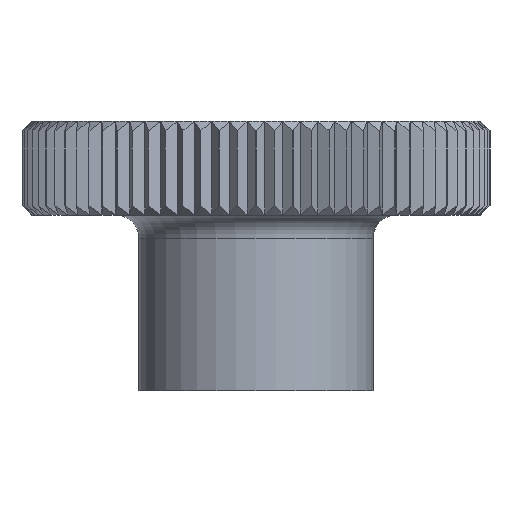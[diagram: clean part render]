
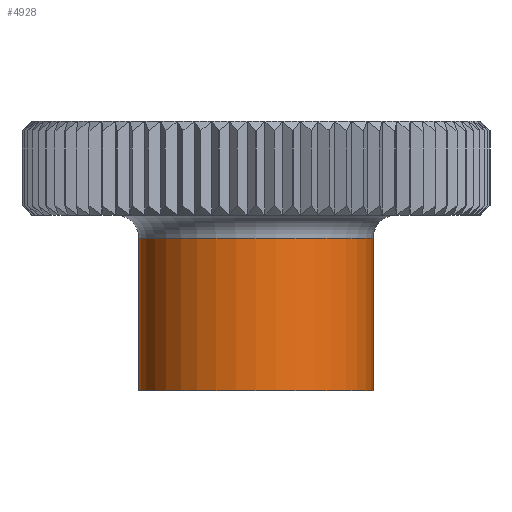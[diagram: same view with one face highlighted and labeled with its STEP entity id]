
A CAD part, front view. The second image highlights one B-rep face of the part: STEP entity #4928.
In plain terms, the highlighted cylindrical face has radius 5 mm (diameter 10 mm), a partial arc.
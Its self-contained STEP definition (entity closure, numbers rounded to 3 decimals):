
#2306=EDGE_CURVE('',#2478,#3676,#6005,.T.);
#2478=VERTEX_POINT('',#6201);
#2904=VERTEX_POINT('',#6677);
#3404=EDGE_CURVE('',#3676,#2904,#7235,.T.);
#3676=VERTEX_POINT('',#7540);
#3878=EDGE_CURVE('',#2478,#4188,#7761,.T.);
#4188=VERTEX_POINT('',#8107);
#4666=EDGE_CURVE('',#2904,#4188,#8631,.T.);
#4928=ADVANCED_FACE('',(#8920),#8921,.T.);
#6005=LINE('',#10574,#10575);
#6201=CARTESIAN_POINT('',(5.,0.,6.5));
#6677=CARTESIAN_POINT('',(-5.,0.,0.));
#7235=CIRCLE('',#12958,5.0);
#7540=CARTESIAN_POINT('',(5.,0.,0.));
#7761=CIRCLE('',#14069,5.0);
#8107=CARTESIAN_POINT('',(-5.,0.,6.5));
#8631=LINE('',#15944,#15945);
#8920=FACE_OUTER_BOUND('',#16487,.T.);
#8921=CYLINDRICAL_SURFACE('',#16488,5.0);
#10574=CARTESIAN_POINT('',(5.,0.,3.25));
#10575=VECTOR('',#18227,1.0);
#12958=AXIS2_PLACEMENT_3D('',#19792,#19793,#19794);
#14069=AXIS2_PLACEMENT_3D('',#20387,#20388,#20389);
#15944=CARTESIAN_POINT('',(-5.,0.,3.25));
#15945=VECTOR('',#21301,1.0);
#16487=EDGE_LOOP('',(#21617,#21618,#21619,#21620));
#16488=AXIS2_PLACEMENT_3D('',#21621,#21622,#21623);
#18227=DIRECTION('',(0.0,0.0,-1.0));
#19792=CARTESIAN_POINT('',(0.,0.,0.));
#19793=DIRECTION('',(0.0,0.0,-1.0));
#19794=DIRECTION('',(1.0,0.,0.0));
#20387=CARTESIAN_POINT('',(0.,0.,6.5));
#20388=DIRECTION('',(0.0,0.0,-1.0));
#20389=DIRECTION('',(1.0,0.,0.0));
#21301=DIRECTION('',(-0.0,-0.0,1.0));
#21617=ORIENTED_EDGE('',*,*,#2306,.F.);
#21618=ORIENTED_EDGE('',*,*,#3878,.T.);
#21619=ORIENTED_EDGE('',*,*,#4666,.F.);
#21620=ORIENTED_EDGE('',*,*,#3404,.F.);
#21621=CARTESIAN_POINT('',(0.,0.,3.25));
#21622=DIRECTION('',(-0.0,-0.0,1.0));
#21623=DIRECTION('',(1.0,0.,0.0));
